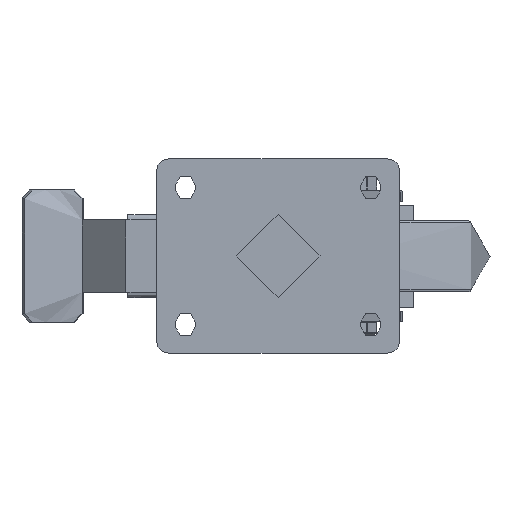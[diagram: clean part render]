
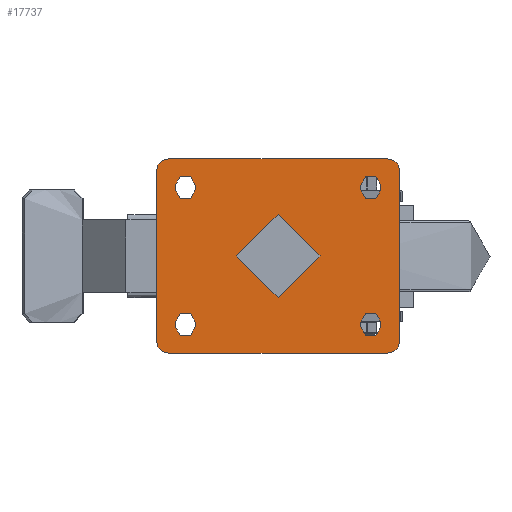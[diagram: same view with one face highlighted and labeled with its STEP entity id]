
A CAD part, top view. The second image highlights one B-rep face of the part: STEP entity #17737.
In plain terms, the highlighted planar face has unit normal (0, 0, 1).
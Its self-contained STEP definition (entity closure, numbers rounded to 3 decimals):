
#1514=FACE_BOUND('',#3838,.T.);
#1515=FACE_BOUND('',#3839,.T.);
#1516=FACE_BOUND('',#3840,.T.);
#1517=FACE_BOUND('',#3841,.T.);
#1518=FACE_BOUND('',#3842,.T.);
#1829=PLANE('',#19464);
#2677=FACE_OUTER_BOUND('',#3837,.T.);
#3837=EDGE_LOOP('',(#14657,#14658,#14659,#14660,#14661,#14662,#14663,#14664));
#3838=EDGE_LOOP('',(#14665,#14666,#14667,#14668));
#3839=EDGE_LOOP('',(#14669,#14670,#14671,#14672));
#3840=EDGE_LOOP('',(#14673,#14674,#14675,#14676));
#3841=EDGE_LOOP('',(#14677,#14678,#14679,#14680));
#3842=EDGE_LOOP('',(#14681));
#4986=LINE('',#37221,#6253);
#4987=LINE('',#37223,#6254);
#4988=LINE('',#37224,#6255);
#4989=LINE('',#37225,#6256);
#4990=LINE('',#37228,#6257);
#4991=LINE('',#37232,#6258);
#4992=LINE('',#37236,#6259);
#4993=LINE('',#37240,#6260);
#4994=LINE('',#37244,#6261);
#4995=LINE('',#37248,#6262);
#4996=LINE('',#37252,#6263);
#4997=LINE('',#37256,#6264);
#6253=VECTOR('',#22556,1000.);
#6254=VECTOR('',#22559,1000.);
#6255=VECTOR('',#22560,1000.);
#6256=VECTOR('',#22561,1000.);
#6257=VECTOR('',#22562,1000.);
#6258=VECTOR('',#22565,1000.);
#6259=VECTOR('',#22568,1000.);
#6260=VECTOR('',#22571,1000.);
#6261=VECTOR('',#22574,1000.);
#6262=VECTOR('',#22577,1000.);
#6263=VECTOR('',#22580,1000.);
#6264=VECTOR('',#22583,1000.);
#7239=CIRCLE('',#19435,23.75);
#7240=CIRCLE('',#19437,7.);
#7242=CIRCLE('',#19440,7.);
#7244=CIRCLE('',#19443,7.);
#7246=CIRCLE('',#19446,7.);
#7257=CIRCLE('',#19465,5.75);
#7258=CIRCLE('',#19466,5.75);
#7259=CIRCLE('',#19467,5.75);
#7260=CIRCLE('',#19468,5.75);
#7261=CIRCLE('',#19469,5.75);
#7262=CIRCLE('',#19470,5.75);
#7263=CIRCLE('',#19471,5.75);
#7264=CIRCLE('',#19472,5.75);
#8443=VERTEX_POINT('',#37156);
#8444=VERTEX_POINT('',#37160);
#8445=VERTEX_POINT('',#37161);
#8448=VERTEX_POINT('',#37169);
#8449=VERTEX_POINT('',#37170);
#8452=VERTEX_POINT('',#37178);
#8453=VERTEX_POINT('',#37179);
#8456=VERTEX_POINT('',#37187);
#8457=VERTEX_POINT('',#37188);
#8467=VERTEX_POINT('',#37226);
#8468=VERTEX_POINT('',#37227);
#8469=VERTEX_POINT('',#37229);
#8470=VERTEX_POINT('',#37231);
#8471=VERTEX_POINT('',#37234);
#8472=VERTEX_POINT('',#37235);
#8473=VERTEX_POINT('',#37237);
#8474=VERTEX_POINT('',#37239);
#8475=VERTEX_POINT('',#37242);
#8476=VERTEX_POINT('',#37243);
#8477=VERTEX_POINT('',#37245);
#8478=VERTEX_POINT('',#37247);
#8479=VERTEX_POINT('',#37250);
#8480=VERTEX_POINT('',#37251);
#8481=VERTEX_POINT('',#37253);
#8482=VERTEX_POINT('',#37255);
#10619=EDGE_CURVE('',#8443,#8443,#7239,.T.);
#10620=EDGE_CURVE('',#8444,#8445,#7240,.T.);
#10624=EDGE_CURVE('',#8448,#8449,#7242,.T.);
#10628=EDGE_CURVE('',#8452,#8453,#7244,.T.);
#10632=EDGE_CURVE('',#8456,#8457,#7246,.T.);
#10648=EDGE_CURVE('',#8453,#8456,#4986,.T.);
#10649=EDGE_CURVE('',#8445,#8452,#4987,.T.);
#10650=EDGE_CURVE('',#8449,#8444,#4988,.T.);
#10651=EDGE_CURVE('',#8457,#8448,#4989,.T.);
#10652=EDGE_CURVE('',#8467,#8468,#4990,.T.);
#10653=EDGE_CURVE('',#8468,#8469,#7257,.T.);
#10654=EDGE_CURVE('',#8469,#8470,#4991,.T.);
#10655=EDGE_CURVE('',#8470,#8467,#7258,.T.);
#10656=EDGE_CURVE('',#8471,#8472,#4992,.T.);
#10657=EDGE_CURVE('',#8472,#8473,#7259,.T.);
#10658=EDGE_CURVE('',#8473,#8474,#4993,.T.);
#10659=EDGE_CURVE('',#8474,#8471,#7260,.T.);
#10660=EDGE_CURVE('',#8475,#8476,#4994,.T.);
#10661=EDGE_CURVE('',#8476,#8477,#7261,.T.);
#10662=EDGE_CURVE('',#8477,#8478,#4995,.T.);
#10663=EDGE_CURVE('',#8478,#8475,#7262,.T.);
#10664=EDGE_CURVE('',#8479,#8480,#4996,.T.);
#10665=EDGE_CURVE('',#8480,#8481,#7263,.T.);
#10666=EDGE_CURVE('',#8481,#8482,#4997,.T.);
#10667=EDGE_CURVE('',#8482,#8479,#7264,.T.);
#14657=ORIENTED_EDGE('',*,*,#10632,.F.);
#14658=ORIENTED_EDGE('',*,*,#10648,.F.);
#14659=ORIENTED_EDGE('',*,*,#10628,.F.);
#14660=ORIENTED_EDGE('',*,*,#10649,.F.);
#14661=ORIENTED_EDGE('',*,*,#10620,.F.);
#14662=ORIENTED_EDGE('',*,*,#10650,.F.);
#14663=ORIENTED_EDGE('',*,*,#10624,.F.);
#14664=ORIENTED_EDGE('',*,*,#10651,.F.);
#14665=ORIENTED_EDGE('',*,*,#10652,.T.);
#14666=ORIENTED_EDGE('',*,*,#10653,.T.);
#14667=ORIENTED_EDGE('',*,*,#10654,.T.);
#14668=ORIENTED_EDGE('',*,*,#10655,.T.);
#14669=ORIENTED_EDGE('',*,*,#10656,.T.);
#14670=ORIENTED_EDGE('',*,*,#10657,.T.);
#14671=ORIENTED_EDGE('',*,*,#10658,.T.);
#14672=ORIENTED_EDGE('',*,*,#10659,.T.);
#14673=ORIENTED_EDGE('',*,*,#10660,.T.);
#14674=ORIENTED_EDGE('',*,*,#10661,.T.);
#14675=ORIENTED_EDGE('',*,*,#10662,.T.);
#14676=ORIENTED_EDGE('',*,*,#10663,.T.);
#14677=ORIENTED_EDGE('',*,*,#10664,.T.);
#14678=ORIENTED_EDGE('',*,*,#10665,.T.);
#14679=ORIENTED_EDGE('',*,*,#10666,.T.);
#14680=ORIENTED_EDGE('',*,*,#10667,.T.);
#14681=ORIENTED_EDGE('',*,*,#10619,.F.);
#17737=ADVANCED_FACE('',(#2677,#1514,#1515,#1516,#1517,#1518),#1829,.T.);
#19435=AXIS2_PLACEMENT_3D('',#37158,#22487,#22488);
#19437=AXIS2_PLACEMENT_3D('',#37162,#22491,#22492);
#19440=AXIS2_PLACEMENT_3D('',#37171,#22499,#22500);
#19443=AXIS2_PLACEMENT_3D('',#37180,#22507,#22508);
#19446=AXIS2_PLACEMENT_3D('',#37189,#22515,#22516);
#19464=AXIS2_PLACEMENT_3D('',#37222,#22557,#22558);
#19465=AXIS2_PLACEMENT_3D('',#37230,#22563,#22564);
#19466=AXIS2_PLACEMENT_3D('',#37233,#22566,#22567);
#19467=AXIS2_PLACEMENT_3D('',#37238,#22569,#22570);
#19468=AXIS2_PLACEMENT_3D('',#37241,#22572,#22573);
#19469=AXIS2_PLACEMENT_3D('',#37246,#22575,#22576);
#19470=AXIS2_PLACEMENT_3D('',#37249,#22578,#22579);
#19471=AXIS2_PLACEMENT_3D('',#37254,#22581,#22582);
#19472=AXIS2_PLACEMENT_3D('',#37257,#22584,#22585);
#22487=DIRECTION('center_axis',(0.,0.,1.));
#22488=DIRECTION('ref_axis',(1.,0.,0.));
#22491=DIRECTION('center_axis',(0.,0.,-1.));
#22492=DIRECTION('ref_axis',(-0.707,0.707,0.));
#22499=DIRECTION('center_axis',(0.,0.,-1.));
#22500=DIRECTION('ref_axis',(-0.707,-0.707,0.));
#22507=DIRECTION('center_axis',(0.,0.,-1.));
#22508=DIRECTION('ref_axis',(0.707,0.707,0.));
#22515=DIRECTION('center_axis',(0.,0.,-1.));
#22516=DIRECTION('ref_axis',(0.707,-0.707,0.));
#22556=DIRECTION('',(0.,-1.,0.));
#22557=DIRECTION('center_axis',(0.,0.,1.));
#22558=DIRECTION('ref_axis',(1.,0.,0.));
#22559=DIRECTION('',(1.,0.,0.));
#22560=DIRECTION('',(0.,1.,0.));
#22561=DIRECTION('',(-1.,0.,0.));
#22562=DIRECTION('',(0.,-1.,0.));
#22563=DIRECTION('center_axis',(0.,0.,-1.));
#22564=DIRECTION('ref_axis',(1.,0.,0.));
#22565=DIRECTION('',(0.,1.,0.));
#22566=DIRECTION('center_axis',(0.,0.,-1.));
#22567=DIRECTION('ref_axis',(1.,0.,0.));
#22568=DIRECTION('',(0.,1.,0.));
#22569=DIRECTION('center_axis',(0.,0.,-1.));
#22570=DIRECTION('ref_axis',(1.,0.,0.));
#22571=DIRECTION('',(0.,-1.,0.));
#22572=DIRECTION('center_axis',(0.,0.,-1.));
#22573=DIRECTION('ref_axis',(1.,0.,0.));
#22574=DIRECTION('',(0.,-1.,0.));
#22575=DIRECTION('center_axis',(0.,0.,-1.));
#22576=DIRECTION('ref_axis',(-1.,0.,0.));
#22577=DIRECTION('',(0.,1.,0.));
#22578=DIRECTION('center_axis',(0.,0.,-1.));
#22579=DIRECTION('ref_axis',(-1.,0.,0.));
#22580=DIRECTION('',(0.,1.,0.));
#22581=DIRECTION('center_axis',(0.,0.,-1.));
#22582=DIRECTION('ref_axis',(-1.,0.,0.));
#22583=DIRECTION('',(0.,-1.,0.));
#22584=DIRECTION('center_axis',(0.,0.,-1.));
#22585=DIRECTION('ref_axis',(-1.,0.,0.));
#37156=CARTESIAN_POINT('',(-23.75,0.,0.));
#37158=CARTESIAN_POINT('Origin',(0.,0.,0.));
#37160=CARTESIAN_POINT('',(-69.,48.,0.));
#37161=CARTESIAN_POINT('',(-62.,55.,0.));
#37162=CARTESIAN_POINT('Origin',(-62.,48.,0.));
#37169=CARTESIAN_POINT('',(-62.,-55.,0.));
#37170=CARTESIAN_POINT('',(-69.,-48.,0.));
#37171=CARTESIAN_POINT('Origin',(-62.,-48.,0.));
#37178=CARTESIAN_POINT('',(62.,55.,0.));
#37179=CARTESIAN_POINT('',(69.,48.,0.));
#37180=CARTESIAN_POINT('Origin',(62.,48.,0.));
#37187=CARTESIAN_POINT('',(69.,-48.,0.));
#37188=CARTESIAN_POINT('',(62.,-55.,0.));
#37189=CARTESIAN_POINT('Origin',(62.,-48.,0.));
#37221=CARTESIAN_POINT('',(69.,55.,0.));
#37222=CARTESIAN_POINT('Origin',(0.,0.,0.));
#37223=CARTESIAN_POINT('',(-69.,55.,0.));
#37224=CARTESIAN_POINT('',(-69.,-55.,0.));
#37225=CARTESIAN_POINT('',(69.,-55.,0.));
#37226=CARTESIAN_POINT('',(-46.75,40.,0.));
#37227=CARTESIAN_POINT('',(-46.75,37.5,0.));
#37228=CARTESIAN_POINT('',(-46.75,40.,0.));
#37229=CARTESIAN_POINT('',(-58.25,37.5,0.));
#37230=CARTESIAN_POINT('Origin',(-52.5,37.5,0.));
#37231=CARTESIAN_POINT('',(-58.25,40.,0.));
#37232=CARTESIAN_POINT('',(-58.25,40.,0.));
#37233=CARTESIAN_POINT('Origin',(-52.5,40.,0.));
#37234=CARTESIAN_POINT('',(-58.25,-40.,0.));
#37235=CARTESIAN_POINT('',(-58.25,-37.5,0.));
#37236=CARTESIAN_POINT('',(-58.25,-40.,0.));
#37237=CARTESIAN_POINT('',(-46.75,-37.5,0.));
#37238=CARTESIAN_POINT('Origin',(-52.5,-37.5,0.));
#37239=CARTESIAN_POINT('',(-46.75,-40.,0.));
#37240=CARTESIAN_POINT('',(-46.75,-40.,0.));
#37241=CARTESIAN_POINT('Origin',(-52.5,-40.,0.));
#37242=CARTESIAN_POINT('',(58.25,40.,0.));
#37243=CARTESIAN_POINT('',(58.25,37.5,0.));
#37244=CARTESIAN_POINT('',(58.25,40.,0.));
#37245=CARTESIAN_POINT('',(46.75,37.5,0.));
#37246=CARTESIAN_POINT('Origin',(52.5,37.5,0.));
#37247=CARTESIAN_POINT('',(46.75,40.,0.));
#37248=CARTESIAN_POINT('',(46.75,40.,0.));
#37249=CARTESIAN_POINT('Origin',(52.5,40.,0.));
#37250=CARTESIAN_POINT('',(46.75,-40.,0.));
#37251=CARTESIAN_POINT('',(46.75,-37.5,0.));
#37252=CARTESIAN_POINT('',(46.75,-40.,0.));
#37253=CARTESIAN_POINT('',(58.25,-37.5,0.));
#37254=CARTESIAN_POINT('Origin',(52.5,-37.5,0.));
#37255=CARTESIAN_POINT('',(58.25,-40.,0.));
#37256=CARTESIAN_POINT('',(58.25,-40.,0.));
#37257=CARTESIAN_POINT('Origin',(52.5,-40.,0.));
